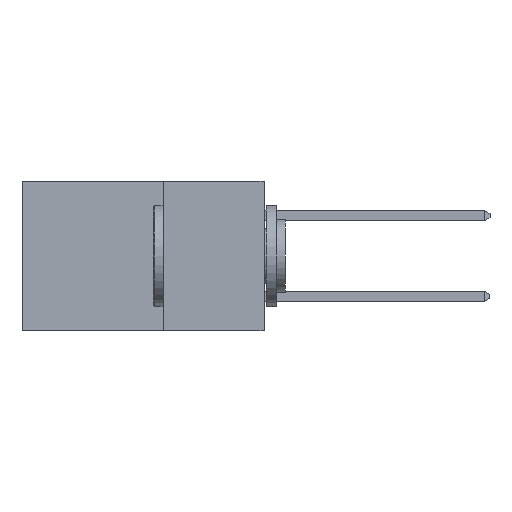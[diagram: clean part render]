
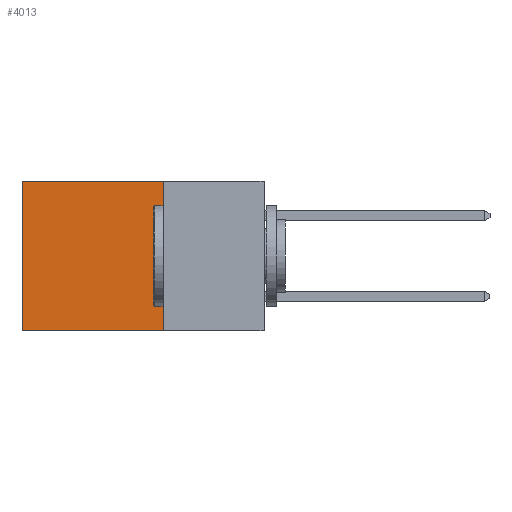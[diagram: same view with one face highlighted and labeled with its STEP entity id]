
A CAD part, left-side view. The second image highlights one B-rep face of the part: STEP entity #4013.
In plain terms, the highlighted planar face has unit normal (-1, 0, 0).
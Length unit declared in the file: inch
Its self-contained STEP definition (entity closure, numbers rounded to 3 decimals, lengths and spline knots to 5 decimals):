
#17 = ORIENTED_EDGE ( 'NONE', *, *, #2284, .T. ) ;
#310 = ORIENTED_EDGE ( 'NONE', *, *, #1295, .F. ) ;
#339 = ORIENTED_EDGE ( 'NONE', *, *, #10274, .F. ) ;
#564 = LINE ( 'NONE', #8842, #9099 ) ;
#1192 = EDGE_LOOP ( 'NONE', ( #3872, #339, #310, #17 ) ) ;
#1213 = VECTOR ( 'NONE', #7311, 39.37008 ) ;
#1295 = EDGE_CURVE ( 'NONE', #1368, #8630, #2575, .T. ) ;
#1368 = VERTEX_POINT ( 'NONE', #8843 ) ;
#1497 = VECTOR ( 'NONE', #9878, 39.37008 ) ;
#2284 = EDGE_CURVE ( 'NONE', #1368, #8459, #10468, .T. ) ;
#2482 = CARTESIAN_POINT ( 'NONE',  ( 0.298, 0.25, 0. ) ) ;
#2575 = LINE ( 'NONE', #5186, #4473 ) ;
#2969 = AXIS2_PLACEMENT_3D ( 'NONE', #6064, #5025, #5011 ) ;
#3328 = CARTESIAN_POINT ( 'NONE',  ( 0.298, 0.6, 0. ) ) ;
#3745 = CARTESIAN_POINT ( 'NONE',  ( 0.298, 0.6, -0.37 ) ) ;
#3872 = ORIENTED_EDGE ( 'NONE', *, *, #3886, .T. ) ;
#3886 = EDGE_CURVE ( 'NONE', #8459, #4673, #10218, .T. ) ;
#4013 = ADVANCED_FACE ( 'NONE', ( #8734 ), #8101, .F. ) ;
#4064 = CARTESIAN_POINT ( 'NONE',  ( 0.298, 0.25, -0.37 ) ) ;
#4473 = VECTOR ( 'NONE', #6588, 39.37008 ) ;
#4673 = VERTEX_POINT ( 'NONE', #3745 ) ;
#5011 = DIRECTION ( 'NONE',  ( 0., 0., -1. ) ) ;
#5025 = DIRECTION ( 'NONE',  ( 1., 0., 0. ) ) ;
#5186 = CARTESIAN_POINT ( 'NONE',  ( 0.298, 0.25, 0. ) ) ;
#5936 = CARTESIAN_POINT ( 'NONE',  ( 0.298, 0.6, 0. ) ) ;
#6064 = CARTESIAN_POINT ( 'NONE',  ( 0.298, 0.25, 0. ) ) ;
#6588 = DIRECTION ( 'NONE',  ( 0., 0., -1. ) ) ;
#7311 = DIRECTION ( 'NONE',  ( 0., 0., -1. ) ) ;
#8063 = DIRECTION ( 'NONE',  ( 0., 1., 0. ) ) ;
#8101 = PLANE ( 'NONE',  #2969 ) ;
#8459 = VERTEX_POINT ( 'NONE', #3328 ) ;
#8630 = VERTEX_POINT ( 'NONE', #4064 ) ;
#8734 = FACE_OUTER_BOUND ( 'NONE', #1192, .T. ) ;
#8842 = CARTESIAN_POINT ( 'NONE',  ( 0.298, 0.25, -0.37 ) ) ;
#8843 = CARTESIAN_POINT ( 'NONE',  ( 0.298, 0.25, 0. ) ) ;
#9099 = VECTOR ( 'NONE', #8063, 39.37008 ) ;
#9878 = DIRECTION ( 'NONE',  ( 0., 1., 0. ) ) ;
#10218 = LINE ( 'NONE', #5936, #1213 ) ;
#10274 = EDGE_CURVE ( 'NONE', #8630, #4673, #564, .T. ) ;
#10468 = LINE ( 'NONE', #2482, #1497 ) ;
